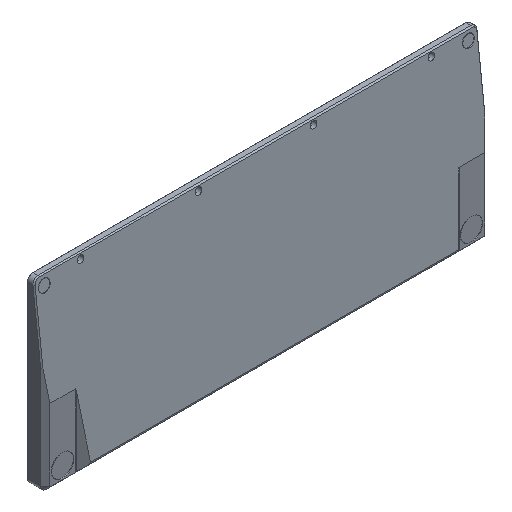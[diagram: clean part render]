
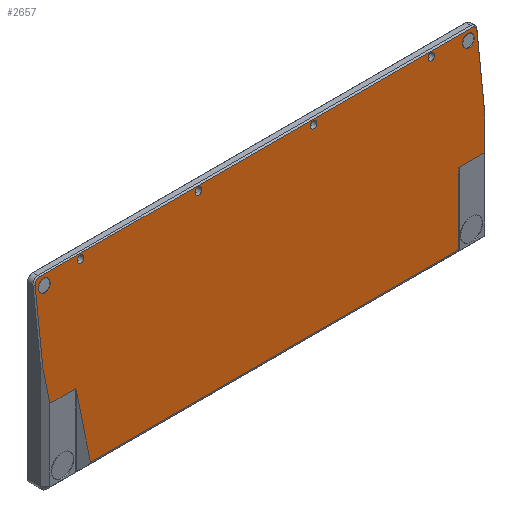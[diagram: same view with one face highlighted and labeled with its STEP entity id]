
A CAD part, isometric view. The second image highlights one B-rep face of the part: STEP entity #2657.
In plain terms, the highlighted planar face has unit normal (0, -0.994, 0.113).
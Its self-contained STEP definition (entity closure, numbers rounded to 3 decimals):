
#112=PLANE('',#2827);
#191=ELLIPSE('',#2828,13.251,1.5);
#192=ELLIPSE('',#2829,13.251,1.5);
#193=ELLIPSE('',#2830,3.019,3.);
#194=ELLIPSE('',#2831,3.019,3.);
#195=ELLIPSE('',#2832,3.019,3.);
#196=ELLIPSE('',#2833,3.019,3.);
#272=CIRCLE('',#2818,4.);
#274=CIRCLE('',#2824,4.);
#275=CIRCLE('',#2834,5.25);
#276=CIRCLE('',#2835,5.25);
#392=VECTOR('',#4185,1.);
#396=VECTOR('',#4194,1.);
#399=VECTOR('',#4200,1.);
#400=VECTOR('',#4201,1.);
#401=VECTOR('',#4202,1.);
#402=VECTOR('',#4205,1.);
#403=VECTOR('',#4206,1.);
#404=VECTOR('',#4207,1.);
#405=VECTOR('',#4210,1.);
#406=VECTOR('',#4211,1.);
#613=LINE('',#3147,#392);
#617=LINE('',#3173,#396);
#620=LINE('',#3181,#399);
#621=LINE('',#3183,#400);
#622=LINE('',#3185,#401);
#623=LINE('',#3189,#402);
#624=LINE('',#3191,#403);
#625=LINE('',#3193,#404);
#626=LINE('',#3197,#405);
#627=LINE('',#3199,#406);
#832=VERTEX_POINT('',#3134);
#833=VERTEX_POINT('',#3136);
#837=VERTEX_POINT('',#3148);
#840=VERTEX_POINT('',#3170);
#841=VERTEX_POINT('',#3174);
#844=VERTEX_POINT('',#3182);
#845=VERTEX_POINT('',#3184);
#846=VERTEX_POINT('',#3186);
#847=VERTEX_POINT('',#3188);
#848=VERTEX_POINT('',#3190);
#849=VERTEX_POINT('',#3192);
#850=VERTEX_POINT('',#3194);
#851=VERTEX_POINT('',#3196);
#852=VERTEX_POINT('',#3198);
#853=VERTEX_POINT('',#3201);
#854=VERTEX_POINT('',#3203);
#855=VERTEX_POINT('',#3205);
#856=VERTEX_POINT('',#3207);
#857=VERTEX_POINT('',#3209);
#858=VERTEX_POINT('',#3211);
#1092=EDGE_CURVE('',#833,#832,#272,.T.);
#1098=EDGE_CURVE('',#833,#837,#613,.T.);
#1102=EDGE_CURVE('',#840,#837,#274,.T.);
#1104=EDGE_CURVE('',#840,#841,#617,.T.);
#1108=EDGE_CURVE('',#844,#832,#620,.T.);
#1109=EDGE_CURVE('',#845,#844,#621,.T.);
#1110=EDGE_CURVE('',#845,#846,#622,.T.);
#1111=EDGE_CURVE('',#847,#846,#191,.T.);
#1112=EDGE_CURVE('',#847,#848,#623,.T.);
#1113=EDGE_CURVE('',#849,#848,#624,.T.);
#1114=EDGE_CURVE('',#849,#850,#625,.T.);
#1115=EDGE_CURVE('',#851,#850,#192,.T.);
#1116=EDGE_CURVE('',#851,#852,#626,.T.);
#1117=EDGE_CURVE('',#841,#852,#627,.T.);
#1118=EDGE_CURVE('',#853,#853,#193,.T.);
#1119=EDGE_CURVE('',#854,#854,#194,.T.);
#1120=EDGE_CURVE('',#855,#855,#195,.T.);
#1121=EDGE_CURVE('',#856,#856,#196,.T.);
#1122=EDGE_CURVE('',#857,#857,#275,.T.);
#1123=EDGE_CURVE('',#858,#858,#276,.T.);
#1484=ORIENTED_EDGE('',*,*,#1092,.T.);
#1485=ORIENTED_EDGE('',*,*,#1108,.F.);
#1486=ORIENTED_EDGE('',*,*,#1109,.F.);
#1487=ORIENTED_EDGE('',*,*,#1110,.T.);
#1488=ORIENTED_EDGE('',*,*,#1111,.F.);
#1489=ORIENTED_EDGE('',*,*,#1112,.T.);
#1490=ORIENTED_EDGE('',*,*,#1113,.F.);
#1491=ORIENTED_EDGE('',*,*,#1114,.T.);
#1492=ORIENTED_EDGE('',*,*,#1115,.F.);
#1493=ORIENTED_EDGE('',*,*,#1116,.T.);
#1494=ORIENTED_EDGE('',*,*,#1117,.F.);
#1495=ORIENTED_EDGE('',*,*,#1104,.F.);
#1496=ORIENTED_EDGE('',*,*,#1102,.T.);
#1497=ORIENTED_EDGE('',*,*,#1098,.F.);
#1498=ORIENTED_EDGE('',*,*,#1118,.T.);
#1499=ORIENTED_EDGE('',*,*,#1119,.T.);
#1500=ORIENTED_EDGE('',*,*,#1120,.T.);
#1501=ORIENTED_EDGE('',*,*,#1121,.T.);
#1502=ORIENTED_EDGE('',*,*,#1122,.T.);
#1503=ORIENTED_EDGE('',*,*,#1123,.T.);
#2211=EDGE_LOOP('',(#1484,#1485,#1486,#1487,#1488,#1489,#1490,#1491,#1492,
#1493,#1494,#1495,#1496,#1497));
#2212=EDGE_LOOP('',(#1498));
#2213=EDGE_LOOP('',(#1499));
#2214=EDGE_LOOP('',(#1500));
#2215=EDGE_LOOP('',(#1501));
#2216=EDGE_LOOP('',(#1502));
#2217=EDGE_LOOP('',(#1503));
#2433=FACE_BOUND('',#2211,.T.);
#2434=FACE_BOUND('',#2212,.T.);
#2435=FACE_BOUND('',#2213,.T.);
#2436=FACE_BOUND('',#2214,.T.);
#2437=FACE_BOUND('',#2215,.T.);
#2438=FACE_BOUND('',#2216,.T.);
#2439=FACE_BOUND('',#2217,.T.);
#2657=ADVANCED_FACE('',(#2433,#2434,#2435,#2436,#2437,#2438,#2439),#112,
 .T.);
#2818=AXIS2_PLACEMENT_3D('',#3135,#4173,#4174);
#2824=AXIS2_PLACEMENT_3D('',#3169,#4190,#4191);
#2827=AXIS2_PLACEMENT_3D('',#3180,#4199,$);
#2828=AXIS2_PLACEMENT_3D('',#3187,#4203,#4204);
#2829=AXIS2_PLACEMENT_3D('',#3195,#4208,#4209);
#2830=AXIS2_PLACEMENT_3D('',#3200,#4212,#4213);
#2831=AXIS2_PLACEMENT_3D('',#3202,#4214,#4215);
#2832=AXIS2_PLACEMENT_3D('',#3204,#4216,#4217);
#2833=AXIS2_PLACEMENT_3D('',#3206,#4218,#4219);
#2834=AXIS2_PLACEMENT_3D('',#3208,#4220,#4221);
#2835=AXIS2_PLACEMENT_3D('',#3210,#4222,#4223);
#3134=CARTESIAN_POINT('',(-201.5,-0.552,-4.849));
#3135=CARTESIAN_POINT('',(-197.5,-0.552,-4.849));
#3136=CARTESIAN_POINT('',(-197.5,-0.1,-0.875));
#3147=CARTESIAN_POINT('',(-202.5,-0.1,-0.875));
#3148=CARTESIAN_POINT('',(197.5,-0.1,-0.875));
#3169=CARTESIAN_POINT('',(197.5,-0.552,-4.849));
#3170=CARTESIAN_POINT('',(201.5,-0.552,-4.849));
#3173=CARTESIAN_POINT('',(201.5,-9.591,-84.178));
#3174=CARTESIAN_POINT('',(201.5,-7.599,-66.699));
#3180=CARTESIAN_POINT('',(-202.5,-9.4,-82.5));
#3181=CARTESIAN_POINT('',(-201.5,-9.591,-84.178));
#3182=CARTESIAN_POINT('',(-201.5,-7.599,-66.699));
#3183=CARTESIAN_POINT('',(-209.582,0.482,4.232));
#3184=CARTESIAN_POINT('',(-198.3,-10.799,-94.785));
#3185=CARTESIAN_POINT('',(-196.,-10.799,-94.785));
#3186=CARTESIAN_POINT('',(-175.121,-10.799,-94.785));
#3187=CARTESIAN_POINT('',(-175.121,-12.299,-107.95));
#3188=CARTESIAN_POINT('',(-174.061,-11.239,-98.641));
#3189=CARTESIAN_POINT('',(-156.238,-29.062,-255.07));
#3190=CARTESIAN_POINT('',(-167.857,-17.442,-153.089));
#3191=CARTESIAN_POINT('',(-233.026,-17.442,-153.089));
#3192=CARTESIAN_POINT('',(167.857,-17.442,-153.089));
#3193=CARTESIAN_POINT('',(153.676,-31.624,-277.558));
#3194=CARTESIAN_POINT('',(174.061,-11.239,-98.641));
#3195=CARTESIAN_POINT('',(175.121,-12.299,-107.95));
#3196=CARTESIAN_POINT('',(175.121,-10.799,-94.785));
#3197=CARTESIAN_POINT('',(-6.5,-10.799,-94.785));
#3198=CARTESIAN_POINT('',(198.3,-10.799,-94.785));
#3199=CARTESIAN_POINT('',(207.019,-2.08,-18.256));
#3200=CARTESIAN_POINT('',(-160.,-0.57,-5.));
#3201=CARTESIAN_POINT('',(-160.,-0.911,-8.));
#3202=CARTESIAN_POINT('',(-52.5,-0.57,-5.));
#3203=CARTESIAN_POINT('',(-52.5,-0.911,-8.));
#3204=CARTESIAN_POINT('',(160.,-0.57,-5.));
#3205=CARTESIAN_POINT('',(160.,-0.911,-8.));
#3206=CARTESIAN_POINT('',(52.5,-0.57,-5.));
#3207=CARTESIAN_POINT('',(52.5,-0.911,-8.));
#3208=CARTESIAN_POINT('',(-193.5,-1.019,-8.942));
#3209=CARTESIAN_POINT('',(-188.25,-1.019,-8.942));
#3210=CARTESIAN_POINT('',(193.5,-1.019,-8.942));
#3211=CARTESIAN_POINT('',(198.75,-1.019,-8.942));
#4173=DIRECTION('',(0.,-0.994,0.113));
#4174=DIRECTION('',(-4.,0.,0.));
#4185=DIRECTION('',(1.,0.,0.));
#4190=DIRECTION('',(0.,-0.994,0.113));
#4191=DIRECTION('',(4.,0.,0.));
#4194=DIRECTION('',(0.,-0.113,-0.994));
#4199=DIRECTION('',(0.,-0.994,0.113));
#4200=DIRECTION('',(0.,0.113,0.994));
#4201=DIRECTION('',(-0.112,0.112,0.987));
#4202=DIRECTION('',(1.,0.,0.));
#4203=DIRECTION('',(0.,-0.994,0.113));
#4204=DIRECTION('',(0.,1.5,13.165));
#4205=DIRECTION('',(0.112,-0.112,-0.987));
#4206=DIRECTION('',(-1.,0.,0.));
#4207=DIRECTION('',(0.112,0.112,0.987));
#4208=DIRECTION('',(0.,-0.994,0.113));
#4209=DIRECTION('',(0.,1.5,13.165));
#4210=DIRECTION('',(1.,0.,0.));
#4211=DIRECTION('',(-0.112,-0.112,-0.987));
#4212=DIRECTION('',(0.,0.994,-0.113));
#4213=DIRECTION('',(0.,0.342,3.));
#4214=DIRECTION('',(0.,0.994,-0.113));
#4215=DIRECTION('',(0.,0.342,3.));
#4216=DIRECTION('',(0.,0.994,-0.113));
#4217=DIRECTION('',(0.,0.342,3.));
#4218=DIRECTION('',(0.,0.994,-0.113));
#4219=DIRECTION('',(0.,0.342,3.));
#4220=DIRECTION('',(0.,0.994,-0.113));
#4221=DIRECTION('',(5.25,0.,0.));
#4222=DIRECTION('',(0.,0.994,-0.113));
#4223=DIRECTION('',(5.25,0.,0.));
